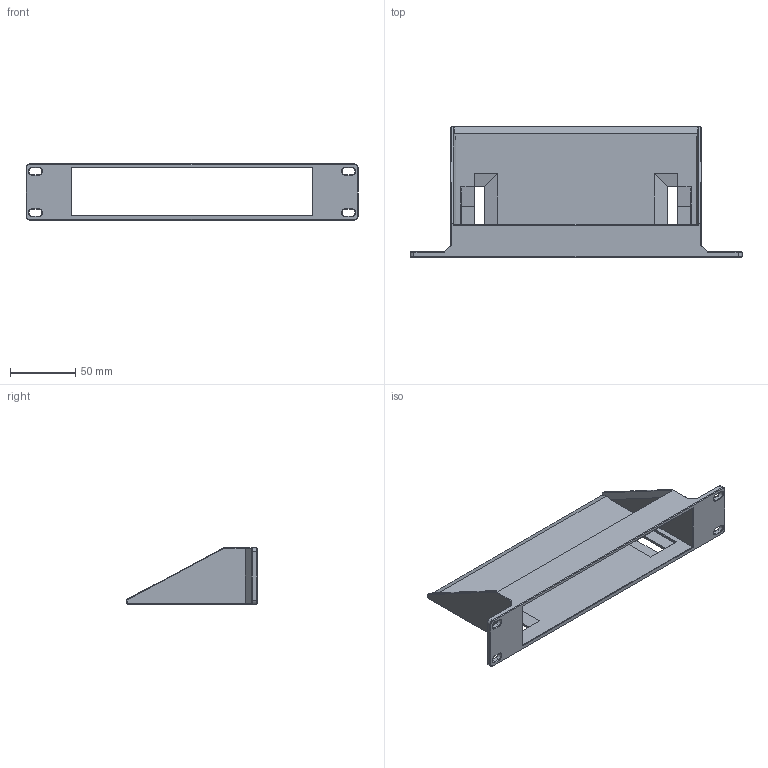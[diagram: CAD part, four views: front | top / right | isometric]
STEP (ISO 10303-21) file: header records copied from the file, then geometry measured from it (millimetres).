
FILE_DESCRIPTION(/* description */ ('STEP AP242','CAx-IF Rec.Pracs.---Representation and Presentation of Product Manufacturing Information (PMI)---4.0---2014-10-13','CAx-IF Rec.Pracs.---3D Tessellated Geometry---0.4---2014-09-14','2;1'),/* implementation_level */ '2;1');
FILE_NAME(/* name */ '67a2ca5e9a7dba67bc038f14',/* time_stamp */ '2025-02-05T02:18:07Z',/* author */ (''),/* organization */ (''),/* preprocessor_version */ 'ST-DEVELOPER v20',/* originating_system */ 'ONSHAPE BY PTC INC, 1.193',/* authorisation */ ' ');
FILE_SCHEMA (('AP242_MANAGED_MODEL_BASED_3D_ENGINEERING_MIM_LF { 1 0 10303 442 1 1 4 }'));
Length unit declared in the file: metre
Products named in the file (1): dual purpose
Bounding box: 254.8 x 100 x 43 mm (x, y, z)
Volume: 104919.8 mm3; surface area: 64635.9 mm2
Topology: 1 solids, 1 shells, 141 faces, 348 edges, 208 vertices
Faces by surface type: plane 105, cone 24, cylinder 12
Entity records: 4085 total; most frequent: CARTESIAN_POINT 701, ORIENTED_EDGE 696, DIRECTION 679, EDGE_CURVE 348, LINE 299, VECTOR 299, VERTEX_POINT 208, AXIS2_PLACEMENT_3D 190
